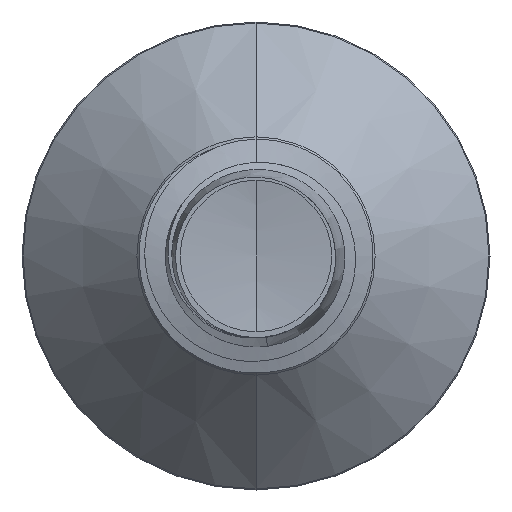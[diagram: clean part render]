
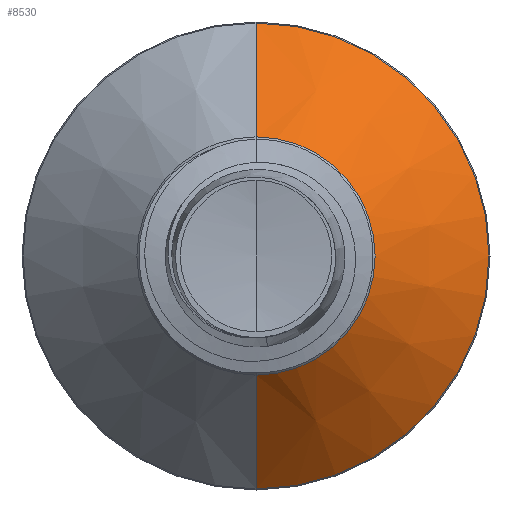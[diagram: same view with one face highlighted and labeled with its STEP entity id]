
A CAD part, front view. The second image highlights one B-rep face of the part: STEP entity #8530.
In plain terms, the highlighted conical face has half-angle 45 degrees and reference radius 1.782 mm.
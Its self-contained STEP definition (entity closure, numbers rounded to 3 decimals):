
#310 = CIRCLE ( 'NONE', #6942, 1.782 ) ;
#469 = EDGE_CURVE ( 'NONE', #2390, #494, #3511, .T. ) ;
#494 = VERTEX_POINT ( 'NONE', #5472 ) ;
#918 = CARTESIAN_POINT ( 'NONE',  ( 0., 1.632, -1.782 ) ) ;
#1720 = EDGE_CURVE ( 'NONE', #2390, #4629, #310, .T. ) ;
#1803 = ORIENTED_EDGE ( 'NONE', *, *, #469, .F. ) ;
#2390 = VERTEX_POINT ( 'NONE', #5347 ) ;
#2557 = DIRECTION ( 'NONE',  ( 0., 0.707, 0.707 ) ) ;
#2633 = DIRECTION ( 'NONE',  ( 0., 1., 0. ) ) ;
#2949 = CARTESIAN_POINT ( 'NONE',  ( 0., 3.335, 0. ) ) ;
#3012 = VERTEX_POINT ( 'NONE', #6841 ) ;
#3511 = LINE ( 'NONE', #7414, #6890 ) ;
#3662 = DIRECTION ( 'NONE',  ( 0., 0., 1. ) ) ;
#3737 = ORIENTED_EDGE ( 'NONE', *, *, #4198, .F. ) ;
#3788 = EDGE_CURVE ( 'NONE', #4629, #3012, #7767, .T. ) ;
#4026 = EDGE_LOOP ( 'NONE', ( #7306, #5568, #3737, #1803 ) ) ;
#4198 = EDGE_CURVE ( 'NONE', #494, #3012, #5826, .T. ) ;
#4242 = VECTOR ( 'NONE', #6937, 1000. ) ;
#4245 = DIRECTION ( 'NONE',  ( 0., 1., 0. ) ) ;
#4629 = VERTEX_POINT ( 'NONE', #918 ) ;
#5252 = DIRECTION ( 'NONE',  ( 0., 0., 1. ) ) ;
#5347 = CARTESIAN_POINT ( 'NONE',  ( 0., 1.632, 1.782 ) ) ;
#5472 = CARTESIAN_POINT ( 'NONE',  ( 0., 3.335, 3.485 ) ) ;
#5568 = ORIENTED_EDGE ( 'NONE', *, *, #3788, .T. ) ;
#5826 = CIRCLE ( 'NONE', #7480, 3.485 ) ;
#6284 = CARTESIAN_POINT ( 'NONE',  ( 0., 1.632, -1.782 ) ) ;
#6745 = CARTESIAN_POINT ( 'NONE',  ( 0., 1.632, 0. ) ) ;
#6841 = CARTESIAN_POINT ( 'NONE',  ( 0., 3.335, -3.485 ) ) ;
#6890 = VECTOR ( 'NONE', #2557, 1000. ) ;
#6937 = DIRECTION ( 'NONE',  ( 0., 0.707, -0.707 ) ) ;
#6942 = AXIS2_PLACEMENT_3D ( 'NONE', #6745, #2633, #7393 ) ;
#7265 = CONICAL_SURFACE ( 'NONE', #8735, 1.782, 0.785 ) ;
#7306 = ORIENTED_EDGE ( 'NONE', *, *, #1720, .T. ) ;
#7393 = DIRECTION ( 'NONE',  ( 0., 0., 1. ) ) ;
#7414 = CARTESIAN_POINT ( 'NONE',  ( 0., 1.632, 1.782 ) ) ;
#7465 = FACE_OUTER_BOUND ( 'NONE', #4026, .T. ) ;
#7480 = AXIS2_PLACEMENT_3D ( 'NONE', #2949, #7657, #3662 ) ;
#7657 = DIRECTION ( 'NONE',  ( 0., 1., 0. ) ) ;
#7767 = LINE ( 'NONE', #6284, #4242 ) ;
#8530 = ADVANCED_FACE ( 'NONE', ( #7465 ), #7265, .T. ) ;
#8735 = AXIS2_PLACEMENT_3D ( 'NONE', #8864, #4245, #5252 ) ;
#8864 = CARTESIAN_POINT ( 'NONE',  ( 0., 1.632, 0. ) ) ;
